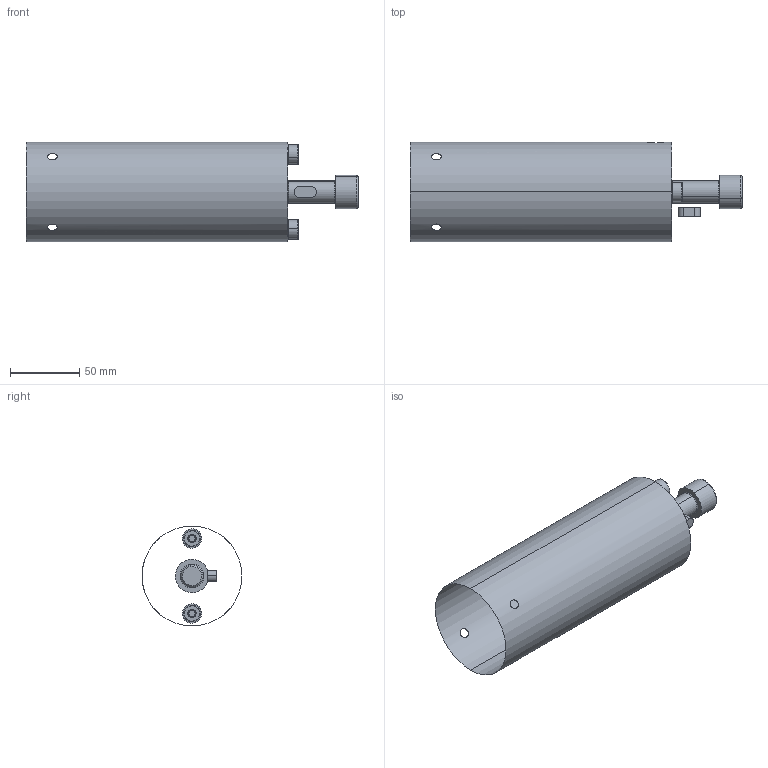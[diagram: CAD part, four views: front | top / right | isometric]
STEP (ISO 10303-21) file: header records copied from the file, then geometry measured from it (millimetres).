
FILE_DESCRIPTION (( 'STEP AP214' ), '1' );
FILE_NAME ('HA0.D32.K01.250.STEP', '2022-05-06T13:23:03', ( '' ), ( '' ), 'SwSTEP 2.0', 'SolidWorks 2017', '' );
FILE_SCHEMA (( 'AUTOMOTIVE_DESIGN' ));
Length unit declared in the file: millimetre
Products named in the file (5): HA0.D32.K01.250; DIN 6885 - 8x7x16; D32-ER1.002.035_A; HA0-D32.K01.250_B_Fertigbearbeitung; D32-ER2.001.022_C
Assembly tree (5 placements, depth 2):
  HA0.D32.K01.250
    HA0-D32.K01.250_B_Fertigbearbeitung
    D32-ER1.002.035_A
    D32-ER2.001.022_C  x2
    DIN 6885 - 8x7x16
Bounding box: 239.05 x 72 x 72 mm (x, y, z)
Volume: 17031.2 mm3; surface area: 49089.8 mm2
Topology: 4 solids, 5 shells, 116 faces, 260 edges, 154 vertices
Faces by surface type: plane 39, torus 28, cylinder 25, cone 24
Entity records: 2754 total; most frequent: CARTESIAN_POINT 808, DIRECTION 397, ORIENTED_EDGE 327, EDGE_CURVE 168, AXIS2_PLACEMENT_3D 165, VERTEX_POINT 103, EDGE_LOOP 86, CIRCLE 80
